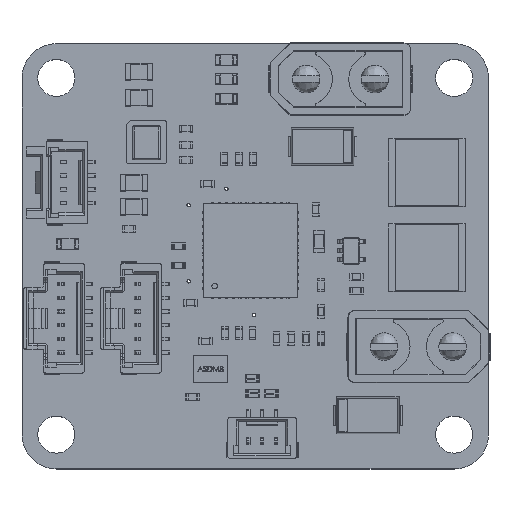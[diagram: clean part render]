
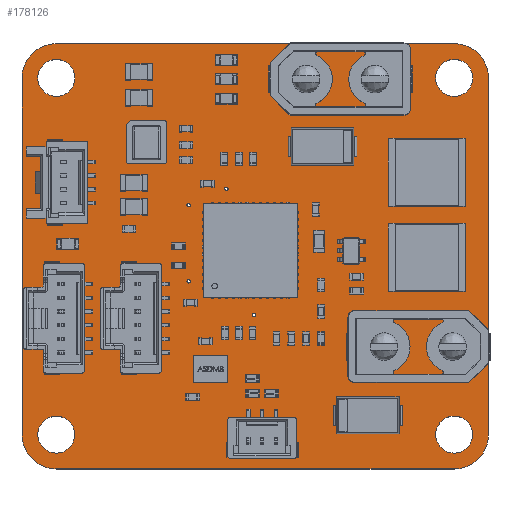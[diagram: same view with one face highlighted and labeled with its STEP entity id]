
A CAD part, top view. The second image highlights one B-rep face of the part: STEP entity #178126.
In plain terms, the highlighted planar face has unit normal (0, 0, 1).
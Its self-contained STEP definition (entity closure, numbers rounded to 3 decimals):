
#177844 = VERTEX_POINT('',#177845);
#177845 = CARTESIAN_POINT('',(31.5,31.,1.6));
#177851 = EDGE_CURVE('',#177844,#177852,#177854,.T.);
#177852 = VERTEX_POINT('',#177853);
#177853 = CARTESIAN_POINT('',(2.5,31.,1.6));
#177854 = LINE('',#177855,#177856);
#177855 = CARTESIAN_POINT('',(31.5,31.,1.6));
#177856 = VECTOR('',#177857,1.);
#177857 = DIRECTION('',(-1.,0.,0.));
#177891 = EDGE_CURVE('',#177892,#177844,#177894,.T.);
#177892 = VERTEX_POINT('',#177893);
#177893 = CARTESIAN_POINT('',(34.,28.5,1.6));
#177894 = CIRCLE('',#177895,2.5);
#177895 = AXIS2_PLACEMENT_3D('',#177896,#177897,#177898);
#177896 = CARTESIAN_POINT('',(31.5,28.5,1.6));
#177897 = DIRECTION('',(0.,0.,1.));
#177898 = DIRECTION('',(1.,0.,0.));
#177924 = VERTEX_POINT('',#177925);
#177925 = CARTESIAN_POINT('',(0.,28.5,1.6));
#177931 = EDGE_CURVE('',#177852,#177924,#177932,.T.);
#177932 = CIRCLE('',#177933,2.5);
#177933 = AXIS2_PLACEMENT_3D('',#177934,#177935,#177936);
#177934 = CARTESIAN_POINT('',(2.5,28.5,1.6));
#177935 = DIRECTION('',(0.,0.,1.));
#177936 = DIRECTION('',(1.,0.,0.));
#178126 = ADVANCED_FACE('',(#178127,#178172,#178183,#178194,#178205,
    #178216,#178227,#178238,#178249,#178260,#178271,#178282,#178293),
  #178304,.T.);
#178127 = FACE_BOUND('',#178128,.T.);
#178128 = EDGE_LOOP('',(#178129,#178130,#178131,#178139,#178148,#178156,
    #178165,#178171));
#178129 = ORIENTED_EDGE('',*,*,#177851,.T.);
#178130 = ORIENTED_EDGE('',*,*,#177931,.T.);
#178131 = ORIENTED_EDGE('',*,*,#178132,.T.);
#178132 = EDGE_CURVE('',#177924,#178133,#178135,.T.);
#178133 = VERTEX_POINT('',#178134);
#178134 = CARTESIAN_POINT('',(0.,2.5,1.6));
#178135 = LINE('',#178136,#178137);
#178136 = CARTESIAN_POINT('',(0.,28.5,1.6));
#178137 = VECTOR('',#178138,1.);
#178138 = DIRECTION('',(0.,-1.,0.));
#178139 = ORIENTED_EDGE('',*,*,#178140,.T.);
#178140 = EDGE_CURVE('',#178133,#178141,#178143,.T.);
#178141 = VERTEX_POINT('',#178142);
#178142 = CARTESIAN_POINT('',(2.5,0.,1.6));
#178143 = CIRCLE('',#178144,2.5);
#178144 = AXIS2_PLACEMENT_3D('',#178145,#178146,#178147);
#178145 = CARTESIAN_POINT('',(2.5,2.5,1.6));
#178146 = DIRECTION('',(0.,0.,1.));
#178147 = DIRECTION('',(1.,0.,0.));
#178148 = ORIENTED_EDGE('',*,*,#178149,.T.);
#178149 = EDGE_CURVE('',#178141,#178150,#178152,.T.);
#178150 = VERTEX_POINT('',#178151);
#178151 = CARTESIAN_POINT('',(31.5,0.,1.6));
#178152 = LINE('',#178153,#178154);
#178153 = CARTESIAN_POINT('',(2.5,0.,1.6));
#178154 = VECTOR('',#178155,1.);
#178155 = DIRECTION('',(1.,0.,0.));
#178156 = ORIENTED_EDGE('',*,*,#178157,.T.);
#178157 = EDGE_CURVE('',#178150,#178158,#178160,.T.);
#178158 = VERTEX_POINT('',#178159);
#178159 = CARTESIAN_POINT('',(34.,2.5,1.6));
#178160 = CIRCLE('',#178161,2.5);
#178161 = AXIS2_PLACEMENT_3D('',#178162,#178163,#178164);
#178162 = CARTESIAN_POINT('',(31.5,2.5,1.6));
#178163 = DIRECTION('',(0.,0.,1.));
#178164 = DIRECTION('',(1.,0.,0.));
#178165 = ORIENTED_EDGE('',*,*,#178166,.T.);
#178166 = EDGE_CURVE('',#178158,#177892,#178167,.T.);
#178167 = LINE('',#178168,#178169);
#178168 = CARTESIAN_POINT('',(34.,2.5,1.6));
#178169 = VECTOR('',#178170,1.);
#178170 = DIRECTION('',(0.,1.,0.));
#178171 = ORIENTED_EDGE('',*,*,#177891,.T.);
#178172 = FACE_BOUND('',#178173,.T.);
#178173 = EDGE_LOOP('',(#178174));
#178174 = ORIENTED_EDGE('',*,*,#178175,.F.);
#178175 = EDGE_CURVE('',#178176,#178176,#178178,.T.);
#178176 = VERTEX_POINT('',#178177);
#178177 = CARTESIAN_POINT('',(3.85,2.5,1.6));
#178178 = CIRCLE('',#178179,1.35);
#178179 = AXIS2_PLACEMENT_3D('',#178180,#178181,#178182);
#178180 = CARTESIAN_POINT('',(2.5,2.5,1.6));
#178181 = DIRECTION('',(0.,0.,1.));
#178182 = DIRECTION('',(1.,0.,0.));
#178183 = FACE_BOUND('',#178184,.T.);
#178184 = EDGE_LOOP('',(#178185));
#178185 = ORIENTED_EDGE('',*,*,#178186,.F.);
#178186 = EDGE_CURVE('',#178187,#178187,#178189,.T.);
#178187 = VERTEX_POINT('',#178188);
#178188 = CARTESIAN_POINT('',(17.02,11.225,1.6));
#178189 = CIRCLE('',#178190,0.125);
#178190 = AXIS2_PLACEMENT_3D('',#178191,#178192,#178193);
#178191 = CARTESIAN_POINT('',(16.895,11.225,1.6));
#178192 = DIRECTION('',(0.,0.,1.));
#178193 = DIRECTION('',(1.,0.,0.));
#178194 = FACE_BOUND('',#178195,.T.);
#178195 = EDGE_LOOP('',(#178196));
#178196 = ORIENTED_EDGE('',*,*,#178197,.F.);
#178197 = EDGE_CURVE('',#178198,#178198,#178200,.T.);
#178198 = VERTEX_POINT('',#178199);
#178199 = CARTESIAN_POINT('',(12.27,13.675,1.6));
#178200 = CIRCLE('',#178201,0.125);
#178201 = AXIS2_PLACEMENT_3D('',#178202,#178203,#178204);
#178202 = CARTESIAN_POINT('',(12.145,13.675,1.6));
#178203 = DIRECTION('',(0.,0.,1.));
#178204 = DIRECTION('',(1.,0.,0.));
#178205 = FACE_BOUND('',#178206,.T.);
#178206 = EDGE_LOOP('',(#178207));
#178207 = ORIENTED_EDGE('',*,*,#178208,.F.);
#178208 = EDGE_CURVE('',#178209,#178209,#178211,.T.);
#178209 = VERTEX_POINT('',#178210);
#178210 = CARTESIAN_POINT('',(32.85,2.5,1.6));
#178211 = CIRCLE('',#178212,1.35);
#178212 = AXIS2_PLACEMENT_3D('',#178213,#178214,#178215);
#178213 = CARTESIAN_POINT('',(31.5,2.5,1.6));
#178214 = DIRECTION('',(0.,0.,1.));
#178215 = DIRECTION('',(1.,0.,0.));
#178216 = FACE_BOUND('',#178217,.T.);
#178217 = EDGE_LOOP('',(#178218));
#178218 = ORIENTED_EDGE('',*,*,#178219,.F.);
#178219 = EDGE_CURVE('',#178220,#178220,#178222,.T.);
#178220 = VERTEX_POINT('',#178221);
#178221 = CARTESIAN_POINT('',(27.75,8.9,1.6));
#178222 = CIRCLE('',#178223,1.35);
#178223 = AXIS2_PLACEMENT_3D('',#178224,#178225,#178226);
#178224 = CARTESIAN_POINT('',(26.4,8.9,1.6));
#178225 = DIRECTION('',(0.,0.,1.));
#178226 = DIRECTION('',(1.,0.,0.));
#178227 = FACE_BOUND('',#178228,.T.);
#178228 = EDGE_LOOP('',(#178229));
#178229 = ORIENTED_EDGE('',*,*,#178230,.F.);
#178230 = EDGE_CURVE('',#178231,#178231,#178233,.T.);
#178231 = VERTEX_POINT('',#178232);
#178232 = CARTESIAN_POINT('',(32.75,8.9,1.6));
#178233 = CIRCLE('',#178234,1.35);
#178234 = AXIS2_PLACEMENT_3D('',#178235,#178236,#178237);
#178235 = CARTESIAN_POINT('',(31.4,8.9,1.6));
#178236 = DIRECTION('',(0.,0.,1.));
#178237 = DIRECTION('',(1.,0.,0.));
#178238 = FACE_BOUND('',#178239,.T.);
#178239 = EDGE_LOOP('',(#178240));
#178240 = ORIENTED_EDGE('',*,*,#178241,.F.);
#178241 = EDGE_CURVE('',#178242,#178242,#178244,.T.);
#178242 = VERTEX_POINT('',#178243);
#178243 = CARTESIAN_POINT('',(12.27,19.225,1.6));
#178244 = CIRCLE('',#178245,0.125);
#178245 = AXIS2_PLACEMENT_3D('',#178246,#178247,#178248);
#178246 = CARTESIAN_POINT('',(12.145,19.225,1.6));
#178247 = DIRECTION('',(0.,0.,1.));
#178248 = DIRECTION('',(1.,0.,0.));
#178249 = FACE_BOUND('',#178250,.T.);
#178250 = EDGE_LOOP('',(#178251));
#178251 = ORIENTED_EDGE('',*,*,#178252,.F.);
#178252 = EDGE_CURVE('',#178253,#178253,#178255,.T.);
#178253 = VERTEX_POINT('',#178254);
#178254 = CARTESIAN_POINT('',(15.02,20.425,1.6));
#178255 = CIRCLE('',#178256,0.125);
#178256 = AXIS2_PLACEMENT_3D('',#178257,#178258,#178259);
#178257 = CARTESIAN_POINT('',(14.895,20.425,1.6));
#178258 = DIRECTION('',(0.,0.,1.));
#178259 = DIRECTION('',(1.,0.,0.));
#178260 = FACE_BOUND('',#178261,.T.);
#178261 = EDGE_LOOP('',(#178262));
#178262 = ORIENTED_EDGE('',*,*,#178263,.F.);
#178263 = EDGE_CURVE('',#178264,#178264,#178266,.T.);
#178264 = VERTEX_POINT('',#178265);
#178265 = CARTESIAN_POINT('',(3.85,28.5,1.6));
#178266 = CIRCLE('',#178267,1.35);
#178267 = AXIS2_PLACEMENT_3D('',#178268,#178269,#178270);
#178268 = CARTESIAN_POINT('',(2.5,28.5,1.6));
#178269 = DIRECTION('',(0.,0.,1.));
#178270 = DIRECTION('',(1.,0.,0.));
#178271 = FACE_BOUND('',#178272,.T.);
#178272 = EDGE_LOOP('',(#178273));
#178273 = ORIENTED_EDGE('',*,*,#178274,.F.);
#178274 = EDGE_CURVE('',#178275,#178275,#178277,.T.);
#178275 = VERTEX_POINT('',#178276);
#178276 = CARTESIAN_POINT('',(22.05,28.4,1.6));
#178277 = CIRCLE('',#178278,1.35);
#178278 = AXIS2_PLACEMENT_3D('',#178279,#178280,#178281);
#178279 = CARTESIAN_POINT('',(20.7,28.4,1.6));
#178280 = DIRECTION('',(0.,0.,1.));
#178281 = DIRECTION('',(1.,0.,0.));
#178282 = FACE_BOUND('',#178283,.T.);
#178283 = EDGE_LOOP('',(#178284));
#178284 = ORIENTED_EDGE('',*,*,#178285,.F.);
#178285 = EDGE_CURVE('',#178286,#178286,#178288,.T.);
#178286 = VERTEX_POINT('',#178287);
#178287 = CARTESIAN_POINT('',(27.05,28.4,1.6));
#178288 = CIRCLE('',#178289,1.35);
#178289 = AXIS2_PLACEMENT_3D('',#178290,#178291,#178292);
#178290 = CARTESIAN_POINT('',(25.7,28.4,1.6));
#178291 = DIRECTION('',(0.,0.,1.));
#178292 = DIRECTION('',(1.,0.,0.));
#178293 = FACE_BOUND('',#178294,.T.);
#178294 = EDGE_LOOP('',(#178295));
#178295 = ORIENTED_EDGE('',*,*,#178296,.F.);
#178296 = EDGE_CURVE('',#178297,#178297,#178299,.T.);
#178297 = VERTEX_POINT('',#178298);
#178298 = CARTESIAN_POINT('',(32.85,28.5,1.6));
#178299 = CIRCLE('',#178300,1.35);
#178300 = AXIS2_PLACEMENT_3D('',#178301,#178302,#178303);
#178301 = CARTESIAN_POINT('',(31.5,28.5,1.6));
#178302 = DIRECTION('',(0.,0.,1.));
#178303 = DIRECTION('',(1.,0.,0.));
#178304 = PLANE('',#178305);
#178305 = AXIS2_PLACEMENT_3D('',#178306,#178307,#178308);
#178306 = CARTESIAN_POINT('',(17.,15.5,1.6));
#178307 = DIRECTION('',(0.,0.,1.));
#178308 = DIRECTION('',(1.,0.,0.));
